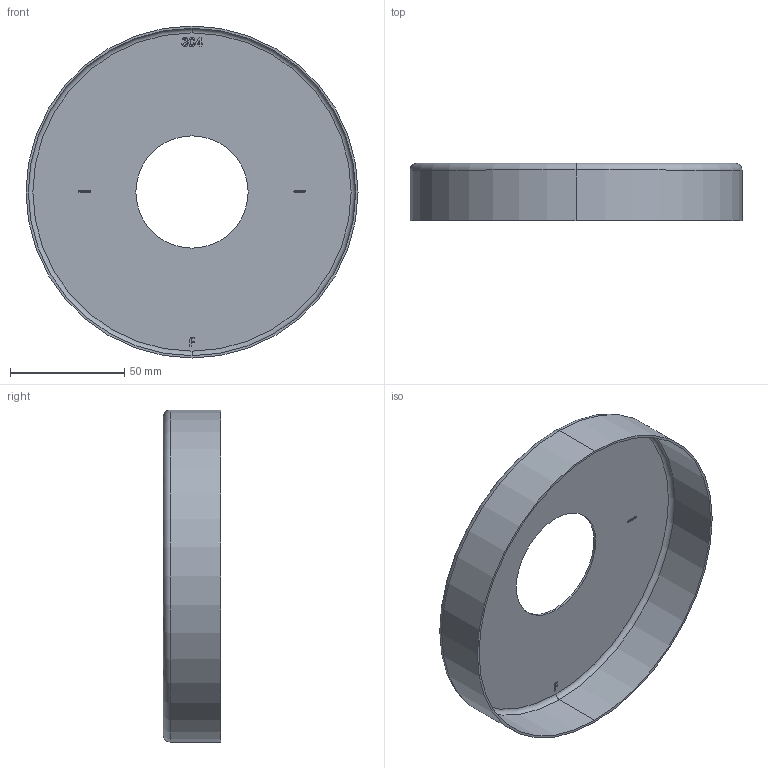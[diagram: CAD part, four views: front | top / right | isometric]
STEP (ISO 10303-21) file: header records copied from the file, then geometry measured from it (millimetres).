
FILE_DESCRIPTION (( 'STEP AP203' ), '1' );
FILE_NAME ('50846-240.step', '2020-11-05T12:44:05', ( '' ), ( '' ), 'SwSTEP 2.0', 'SolidWorks 2018', '' );
FILE_SCHEMA (( 'CONFIG_CONTROL_DESIGN' ));
Length unit declared in the file: millimetre
Products named in the file (2): 50846-240
Bounding box: 145 x 25 x 145 mm (x, y, z)
Volume: 24993.7 mm3; surface area: 50613.2 mm2
Topology: 1 solids, 1 shells, 303 faces, 797 edges, 530 vertices
Faces by surface type: plane 162, bspline 131, cylinder 6, torus 4
Entity records: 16772 total; most frequent: CARTESIAN_POINT 10003, ORIENTED_EDGE 1594, DIRECTION 903, EDGE_CURVE 797, VERTEX_POINT 530, LINE 515, VECTOR 515, EDGE_LOOP 339
